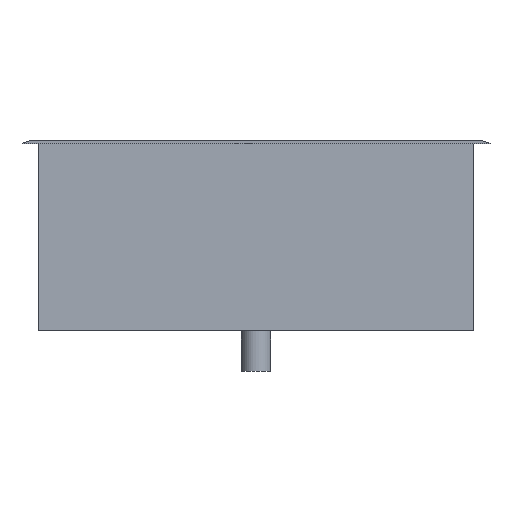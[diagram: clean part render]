
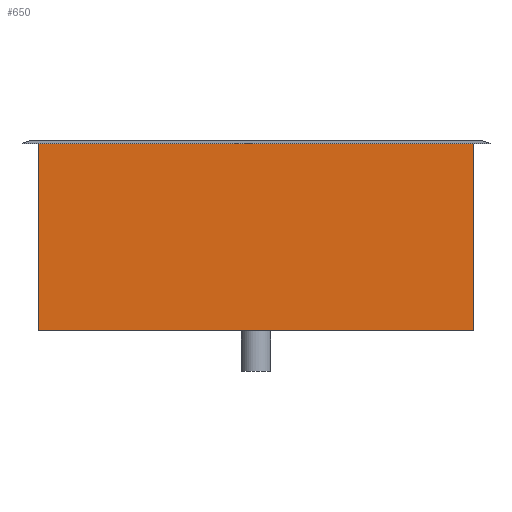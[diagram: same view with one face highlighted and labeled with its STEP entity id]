
A CAD part, front view. The second image highlights one B-rep face of the part: STEP entity #650.
In plain terms, the highlighted planar face has unit normal (0, -1, 0).
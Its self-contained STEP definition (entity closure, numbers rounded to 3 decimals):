
#57=FACE_OUTER_BOUND('',#99,.T.);
#99=EDGE_LOOP('',(#541,#542,#543,#544));
#160=LINE('',#1000,#241);
#173=LINE('',#1037,#254);
#174=LINE('',#1040,#255);
#175=LINE('',#1041,#256);
#241=VECTOR('',#809,10.);
#254=VECTOR('',#856,10.);
#255=VECTOR('',#859,10.);
#256=VECTOR('',#860,10.);
#307=VERTEX_POINT('',#993);
#310=VERTEX_POINT('',#998);
#316=VERTEX_POINT('',#1033);
#318=VERTEX_POINT('',#1039);
#378=EDGE_CURVE('',#310,#307,#160,.T.);
#395=EDGE_CURVE('',#316,#307,#173,.T.);
#396=EDGE_CURVE('',#318,#316,#174,.T.);
#397=EDGE_CURVE('',#318,#310,#175,.T.);
#541=ORIENTED_EDGE('',*,*,#396,.T.);
#542=ORIENTED_EDGE('',*,*,#395,.T.);
#543=ORIENTED_EDGE('',*,*,#378,.F.);
#544=ORIENTED_EDGE('',*,*,#397,.F.);
#611=PLANE('',#715);
#650=ADVANCED_FACE('',(#57),#611,.T.);
#715=AXIS2_PLACEMENT_3D('',#1038,#857,#858);
#809=DIRECTION('',(1.,0.,0.));
#856=DIRECTION('',(0.,0.,1.));
#857=DIRECTION('center_axis',(0.,-1.,0.));
#858=DIRECTION('ref_axis',(1.,0.,0.));
#859=DIRECTION('',(1.,0.,0.));
#860=DIRECTION('',(0.,0.,1.));
#993=CARTESIAN_POINT('',(298.,-358.5,256.));
#998=CARTESIAN_POINT('',(-298.,-358.5,256.));
#1000=CARTESIAN_POINT('',(-298.,-358.5,256.));
#1033=CARTESIAN_POINT('',(298.,-358.5,0.));
#1037=CARTESIAN_POINT('',(298.,-358.5,0.));
#1038=CARTESIAN_POINT('Origin',(-298.,-358.5,0.));
#1039=CARTESIAN_POINT('',(-298.,-358.5,0.));
#1040=CARTESIAN_POINT('',(-298.,-358.5,0.));
#1041=CARTESIAN_POINT('',(-298.,-358.5,0.));
